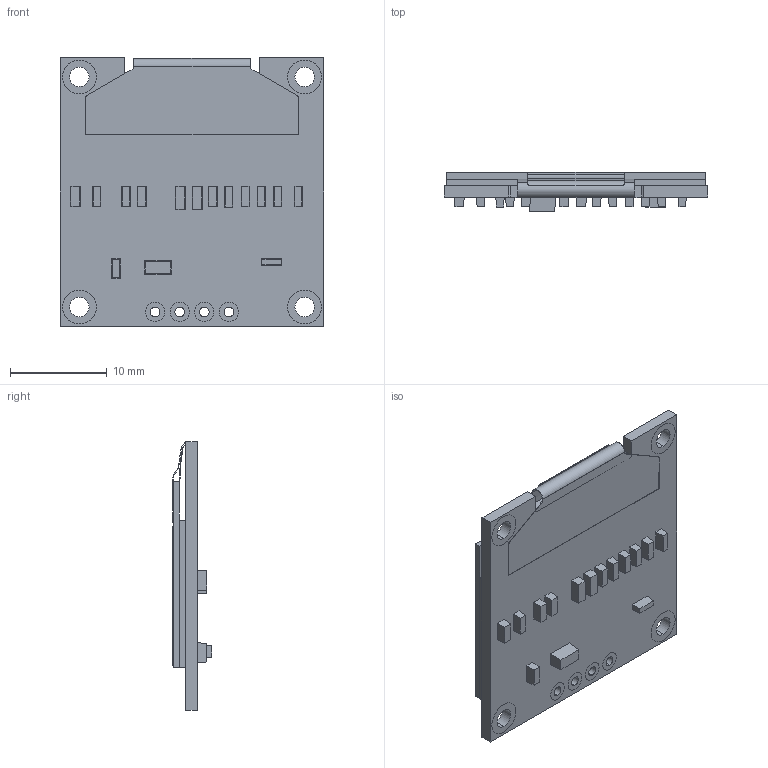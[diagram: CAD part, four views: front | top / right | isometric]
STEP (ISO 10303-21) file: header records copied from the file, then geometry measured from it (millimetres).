
FILE_DESCRIPTION (( 'STEP AP214' ), '1' );
FILE_NAME ('OLED12864-I2C.STEP', '2022-06-28T09:46:11', ( '' ), ( '' ), 'SwSTEP 2.0', 'SolidWorks 2018', '' );
FILE_SCHEMA (( 'AUTOMOTIVE_DESIGN' ));
Length unit declared in the file: millimetre
Products named in the file (1): OLED12864-I2C
Bounding box: 27.3 x 4.1 x 27.8 mm (x, y, z)
Volume: 1540.2 mm3; surface area: 2609.4 mm2
Topology: 17 solids, 17 shells, 193 faces, 449 edges, 308 vertices
Faces by surface type: plane 151, cylinder 42
Entity records: 7428 total; most frequent: CARTESIAN_POINT 971, DIRECTION 945, ORIENTED_EDGE 898, EDGE_CURVE 449, VECTOR 333, LINE 333, VERTEX_POINT 308, AXIS2_PLACEMENT_3D 306
